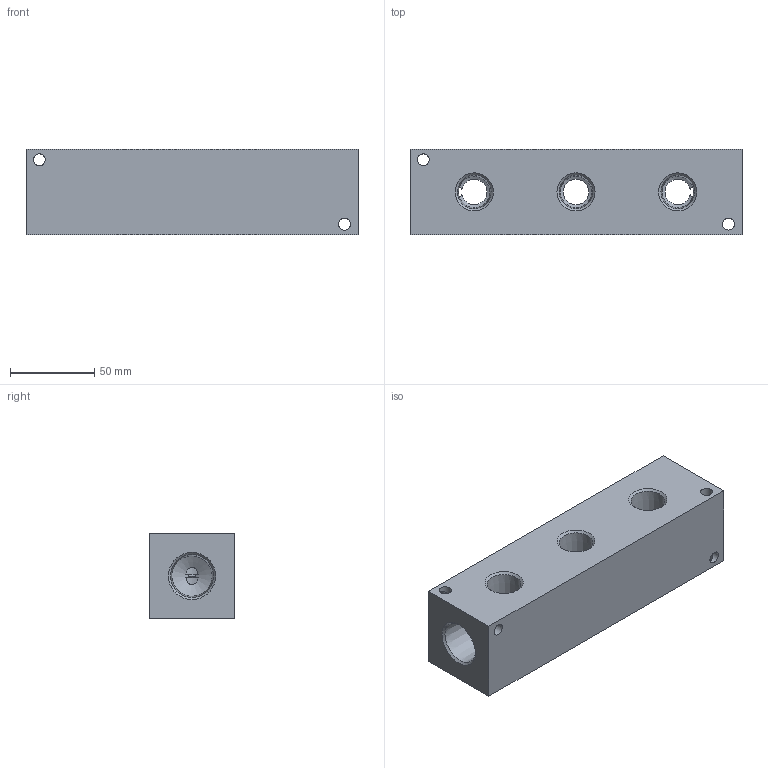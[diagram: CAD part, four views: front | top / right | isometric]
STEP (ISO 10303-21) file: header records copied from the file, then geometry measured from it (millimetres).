
FILE_DESCRIPTION( ( 'STEP AP214' ), ' ' );
FILE_NAME( 'AH1800308P.stp', '2018-07-02T16:13:45', ( '' ), ( '' ), ' ', 'PARTsolutions', ' ' );
FILE_SCHEMA( ( 'AUTOMOTIVE_DESIGN { 1 0 10303 214 1 1 1 1 }' ) );
Length unit declared in the file: inch
Products named in the file (1): _AH1800308P
Bounding box: 196.85 x 50.8 x 50.8 mm (x, y, z)
Volume: 429456.2 mm3; surface area: 59949 mm2
Topology: 1 solids, 1 shells, 146 faces, 401 edges, 259 vertices
Faces by surface type: plane 80, cylinder 42, cone 24
Full cylindrical faces by diameter (mm): 7.112 x8
Entity records: 5790 total; most frequent: CARTESIAN_POINT 931, DIRECTION 760, ORIENTED_EDGE 734, EDGE_CURVE 367, AXIS2_PLACEMENT_3D 258, VERTEX_POINT 253, LINE 244, VECTOR 244
